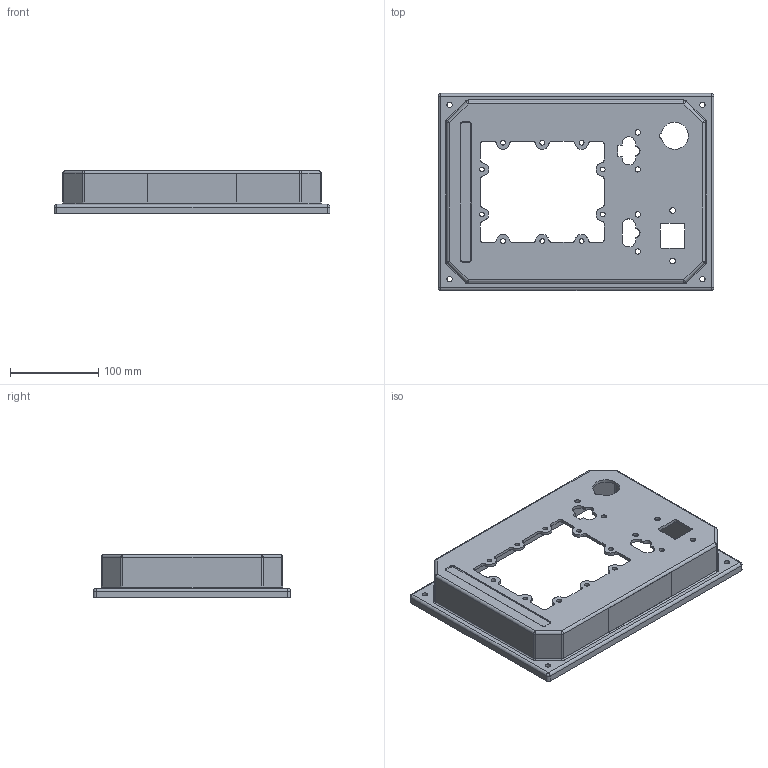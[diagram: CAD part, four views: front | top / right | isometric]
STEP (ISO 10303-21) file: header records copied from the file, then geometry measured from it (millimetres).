
FILE_DESCRIPTION(('FTC-08 geometry with PMI representation and/or presentation','from the NIST MBE PMI Validation and Conformance Testing Project','https://go.usa.gov/mGVm'),'2;1');
FILE_NAME('nist_ftc_08_asme1_ap242-e1.stp','2019-09-24T16:03:21+01:00',(''),(''),'','','');
FILE_SCHEMA(('AP242_MANAGED_MODEL_BASED_3D_ENGINEERING_MIM_LF {1 0 10303 442 1 1 4 }'));
Length unit declared in the file: inch
Products named in the file (1): nist_ftc_08_asme1_rc.prt
Bounding box: 311.61 x 222.71 x 48.26 mm (x, y, z)
Volume: 503633 mm3; surface area: 195112.4 mm2
Topology: 1 solids, 2 shells, 248 faces, 800 edges, 722 vertices
Faces by surface type: cylinder 134, plane 82, sphere 20, torus 12
Full cylindrical faces by diameter (mm): 5.41 x10, 5.791 x2, 6.032 x4, 6.147 x2, 6.35 x2
Entity records: 12764 total; most frequent: DIRECTION 1921, CARTESIAN_POINT 1747, ORIENTED_EDGE 1236, AXIS2_PLACEMENT_3D 695, EDGE_CURVE 620, VECTOR 531, LINE 531, VERTEX_POINT 400
